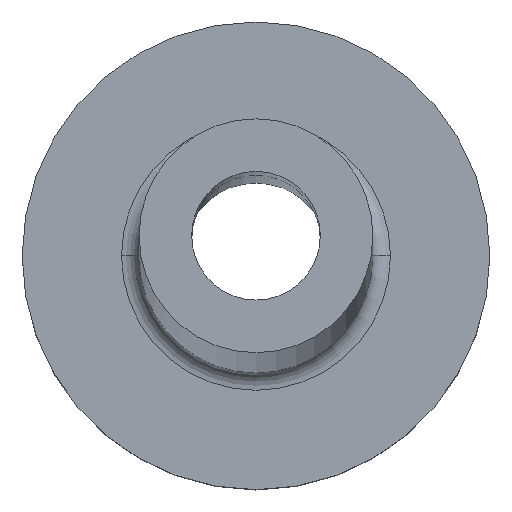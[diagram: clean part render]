
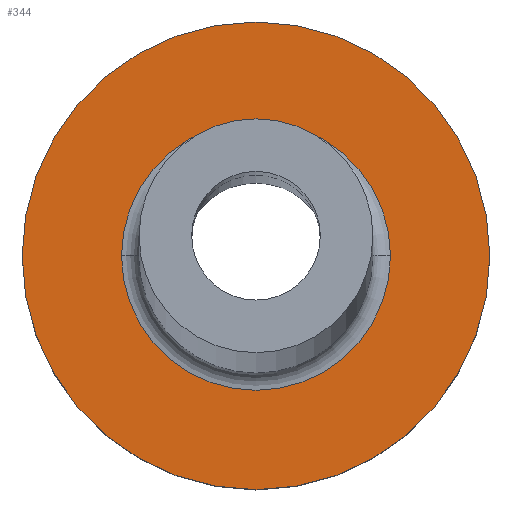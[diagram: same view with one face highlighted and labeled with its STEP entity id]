
A CAD part, top view. The second image highlights one B-rep face of the part: STEP entity #344.
In plain terms, the highlighted planar face has unit normal (0, 0, 1).
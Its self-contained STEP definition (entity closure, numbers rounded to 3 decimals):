
#2 = ORIENTED_EDGE ( 'NONE', *, *, #201, .T. ) ;
#9 = DIRECTION ( 'NONE',  ( 1., 0., 0. ) ) ;
#10 = CIRCLE ( 'NONE', #270, 2.3 ) ;
#41 = VERTEX_POINT ( 'NONE', #47 ) ;
#42 = CARTESIAN_POINT ( 'NONE',  ( 0., 0., 3. ) ) ;
#47 = CARTESIAN_POINT ( 'NONE',  ( 2.3, 0., 3. ) ) ;
#48 = FACE_OUTER_BOUND ( 'NONE', #406, .T. ) ;
#55 = CARTESIAN_POINT ( 'NONE',  ( -2.3, 0., 3. ) ) ;
#63 = AXIS2_PLACEMENT_3D ( 'NONE', #439, #259, #298 ) ;
#67 = CARTESIAN_POINT ( 'NONE',  ( 0., 0., 3. ) ) ;
#71 = DIRECTION ( 'NONE',  ( 1., 0., 0. ) ) ;
#83 = CIRCLE ( 'NONE', #447, 4. ) ;
#96 = EDGE_LOOP ( 'NONE', ( #432, #183 ) ) ;
#147 = FACE_BOUND ( 'NONE', #96, .T. ) ;
#179 = DIRECTION ( 'NONE',  ( 0., 0., -1. ) ) ;
#182 = DIRECTION ( 'NONE',  ( 0., 0., -1. ) ) ;
#183 = ORIENTED_EDGE ( 'NONE', *, *, #314, .T. ) ;
#201 = EDGE_CURVE ( 'NONE', #249, #288, #327, .T. ) ;
#214 = DIRECTION ( 'NONE',  ( 0., 0., 1. ) ) ;
#245 = AXIS2_PLACEMENT_3D ( 'NONE', #67, #214, #254 ) ;
#249 = VERTEX_POINT ( 'NONE', #404 ) ;
#254 = DIRECTION ( 'NONE',  ( 1., 0., 0. ) ) ;
#257 = CARTESIAN_POINT ( 'NONE',  ( -4., 0., 3. ) ) ;
#259 = DIRECTION ( 'NONE',  ( 0., 0., 1. ) ) ;
#262 = CARTESIAN_POINT ( 'NONE',  ( 0., 0., 3. ) ) ;
#264 = CARTESIAN_POINT ( 'NONE',  ( 0., 0., 3. ) ) ;
#270 = AXIS2_PLACEMENT_3D ( 'NONE', #42, #179, #440 ) ;
#281 = EDGE_CURVE ( 'NONE', #288, #249, #83, .T. ) ;
#288 = VERTEX_POINT ( 'NONE', #257 ) ;
#298 = DIRECTION ( 'NONE',  ( 1., 0., 0. ) ) ;
#314 = EDGE_CURVE ( 'NONE', #403, #41, #348, .T. ) ;
#325 = PLANE ( 'NONE',  #63 ) ;
#326 = EDGE_CURVE ( 'NONE', #41, #403, #10, .T. ) ;
#327 = CIRCLE ( 'NONE', #245, 4. ) ;
#344 = ADVANCED_FACE ( 'NONE', ( #147, #48 ), #325, .T. ) ;
#348 = CIRCLE ( 'NONE', #388, 2.3 ) ;
#367 = DIRECTION ( 'NONE',  ( 0., 0., 1. ) ) ;
#372 = ORIENTED_EDGE ( 'NONE', *, *, #281, .T. ) ;
#388 = AXIS2_PLACEMENT_3D ( 'NONE', #262, #182, #71 ) ;
#403 = VERTEX_POINT ( 'NONE', #55 ) ;
#404 = CARTESIAN_POINT ( 'NONE',  ( 4., 0., 3. ) ) ;
#406 = EDGE_LOOP ( 'NONE', ( #372, #2 ) ) ;
#432 = ORIENTED_EDGE ( 'NONE', *, *, #326, .T. ) ;
#439 = CARTESIAN_POINT ( 'NONE',  ( 0., 0., 3. ) ) ;
#440 = DIRECTION ( 'NONE',  ( 1., 0., 0. ) ) ;
#447 = AXIS2_PLACEMENT_3D ( 'NONE', #264, #367, #9 ) ;
